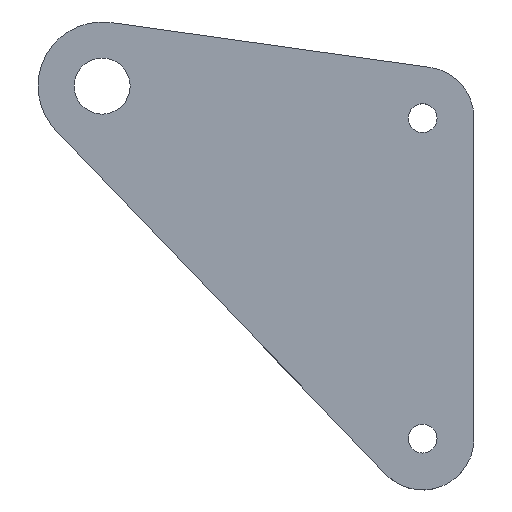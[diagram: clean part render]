
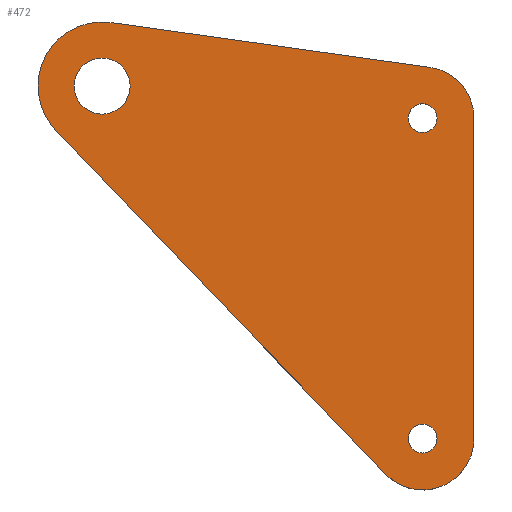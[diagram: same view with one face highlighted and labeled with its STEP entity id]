
A CAD part, top view. The second image highlights one B-rep face of the part: STEP entity #472.
In plain terms, the highlighted planar face has unit normal (0, 0, 1).
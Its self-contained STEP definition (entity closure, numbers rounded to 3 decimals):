
#1 = CARTESIAN_POINT ( 'NONE',  ( 2.781, 29.806, 15. ) ) ;
#2 = EDGE_LOOP ( 'NONE', ( #299, #351 ) ) ;
#4 = DIRECTION ( 'NONE',  ( 0.692, -0.722, 0. ) ) ;
#8 = ORIENTED_EDGE ( 'NONE', *, *, #293, .T. ) ;
#10 = CARTESIAN_POINT ( 'NONE',  ( 100., 0., 15. ) ) ;
#11 = DIRECTION ( 'NONE',  ( 0., 0., 1. ) ) ;
#12 = DIRECTION ( 'NONE',  ( 1., 0., 0. ) ) ;
#13 = VECTOR ( 'NONE', #139, 1000. ) ;
#21 = VERTEX_POINT ( 'NONE', #530 ) ;
#25 = EDGE_CURVE ( 'NONE', #504, #357, #379, .T. ) ;
#28 = DIRECTION ( 'NONE',  ( 0., 0., 1. ) ) ;
#33 = PLANE ( 'NONE',  #556 ) ;
#36 = LINE ( 'NONE', #105, #13 ) ;
#50 = AXIS2_PLACEMENT_3D ( 'NONE', #83, #206, #374 ) ;
#51 = DIRECTION ( 'NONE',  ( -0.99, 0.139, 0. ) ) ;
#54 = DIRECTION ( 'NONE',  ( 1., 0., 0. ) ) ;
#59 = EDGE_CURVE ( 'NONE', #357, #528, #117, .T. ) ;
#60 = ORIENTED_EDGE ( 'NONE', *, *, #59, .T. ) ;
#64 = VERTEX_POINT ( 'NONE', #342 ) ;
#69 = DIRECTION ( 'NONE',  ( 0., 0., 1. ) ) ;
#70 = CARTESIAN_POINT ( 'NONE',  ( 8.75, 10., 15. ) ) ;
#75 = CIRCLE ( 'NONE', #361, 20. ) ;
#81 = CARTESIAN_POINT ( 'NONE',  ( 100., -100., 15. ) ) ;
#83 = CARTESIAN_POINT ( 'NONE',  ( 0., 10., 15. ) ) ;
#84 = VECTOR ( 'NONE', #51, 1000. ) ;
#86 = CIRCLE ( 'NONE', #480, 4.5 ) ;
#91 = DIRECTION ( 'NONE',  ( 1., 0., 0. ) ) ;
#103 = EDGE_CURVE ( 'NONE', #444, #504, #75, .T. ) ;
#105 = CARTESIAN_POINT ( 'NONE',  ( 116., 0., 15. ) ) ;
#106 = CIRCLE ( 'NONE', #194, 4.5 ) ;
#111 = VERTEX_POINT ( 'NONE', #1 ) ;
#114 = VECTOR ( 'NONE', #4, 1000. ) ;
#117 = CIRCLE ( 'NONE', #356, 16. ) ;
#120 = CARTESIAN_POINT ( 'NONE',  ( 95.5, -100., 15. ) ) ;
#126 = VERTEX_POINT ( 'NONE', #209 ) ;
#127 = CARTESIAN_POINT ( 'NONE',  ( 100., 0., 15. ) ) ;
#138 = CARTESIAN_POINT ( 'NONE',  ( 0., 10., 15. ) ) ;
#139 = DIRECTION ( 'NONE',  ( 0., 1., 0. ) ) ;
#153 = CARTESIAN_POINT ( 'NONE',  ( 104.5, 0., 15. ) ) ;
#163 = ORIENTED_EDGE ( 'NONE', *, *, #183, .F. ) ;
#164 = DIRECTION ( 'NONE',  ( 1., 0., 0. ) ) ;
#169 = AXIS2_PLACEMENT_3D ( 'NONE', #422, #481, #164 ) ;
#180 = CARTESIAN_POINT ( 'NONE',  ( 0., 10., 15. ) ) ;
#182 = DIRECTION ( 'NONE',  ( 0., 0., 1. ) ) ;
#183 = EDGE_CURVE ( 'NONE', #436, #550, #106, .T. ) ;
#185 = ORIENTED_EDGE ( 'NONE', *, *, #103, .T. ) ;
#190 = FACE_OUTER_BOUND ( 'NONE', #272, .T. ) ;
#194 = AXIS2_PLACEMENT_3D ( 'NONE', #449, #493, #12 ) ;
#202 = EDGE_CURVE ( 'NONE', #550, #436, #86, .T. ) ;
#206 = DIRECTION ( 'NONE',  ( 0., 0., 1. ) ) ;
#209 = CARTESIAN_POINT ( 'NONE',  ( 102.224, 15.845, 15. ) ) ;
#220 = EDGE_CURVE ( 'NONE', #350, #21, #315, .T. ) ;
#225 = CIRCLE ( 'NONE', #253, 4.5 ) ;
#226 = CARTESIAN_POINT ( 'NONE',  ( 102.224, 15.845, 15. ) ) ;
#228 = DIRECTION ( 'NONE',  ( 0., 0., 1. ) ) ;
#231 = CARTESIAN_POINT ( 'NONE',  ( 88.455, -111.077, 15. ) ) ;
#239 = EDGE_CURVE ( 'NONE', #64, #507, #358, .T. ) ;
#247 = ORIENTED_EDGE ( 'NONE', *, *, #471, .T. ) ;
#250 = EDGE_CURVE ( 'NONE', #126, #111, #474, .T. ) ;
#253 = AXIS2_PLACEMENT_3D ( 'NONE', #270, #69, #369 ) ;
#263 = CARTESIAN_POINT ( 'NONE',  ( 100., -100., 15. ) ) ;
#269 = CARTESIAN_POINT ( 'NONE',  ( 116., 0., 15. ) ) ;
#270 = CARTESIAN_POINT ( 'NONE',  ( 100., -100., 15. ) ) ;
#272 = EDGE_LOOP ( 'NONE', ( #60, #8, #247, #561, #476, #185, #458 ) ) ;
#285 = FACE_BOUND ( 'NONE', #298, .T. ) ;
#286 = DIRECTION ( 'NONE',  ( 0., 0., 1. ) ) ;
#288 = AXIS2_PLACEMENT_3D ( 'NONE', #180, #228, #355 ) ;
#293 = EDGE_CURVE ( 'NONE', #528, #425, #36, .T. ) ;
#295 = CIRCLE ( 'NONE', #50, 20. ) ;
#296 = CARTESIAN_POINT ( 'NONE',  ( 100., -100., 15. ) ) ;
#298 = EDGE_LOOP ( 'NONE', ( #404, #309 ) ) ;
#299 = ORIENTED_EDGE ( 'NONE', *, *, #532, .F. ) ;
#304 = FACE_BOUND ( 'NONE', #352, .T. ) ;
#309 = ORIENTED_EDGE ( 'NONE', *, *, #239, .F. ) ;
#310 = DIRECTION ( 'NONE',  ( 1., 0., 0. ) ) ;
#315 = CIRCLE ( 'NONE', #288, 8.75 ) ;
#325 = CARTESIAN_POINT ( 'NONE',  ( -20., 10., 15. ) ) ;
#334 = DIRECTION ( 'NONE',  ( 1., 0., 0. ) ) ;
#339 = CARTESIAN_POINT ( 'NONE',  ( 116., -100., 15. ) ) ;
#342 = CARTESIAN_POINT ( 'NONE',  ( 104.5, -100., 15. ) ) ;
#350 = VERTEX_POINT ( 'NONE', #70 ) ;
#351 = ORIENTED_EDGE ( 'NONE', *, *, #220, .F. ) ;
#352 = EDGE_LOOP ( 'NONE', ( #388, #163 ) ) ;
#354 = AXIS2_PLACEMENT_3D ( 'NONE', #263, #11, #310 ) ;
#355 = DIRECTION ( 'NONE',  ( 1., 0., 0. ) ) ;
#356 = AXIS2_PLACEMENT_3D ( 'NONE', #296, #527, #91 ) ;
#357 = VERTEX_POINT ( 'NONE', #231 ) ;
#358 = CIRCLE ( 'NONE', #354, 4.5 ) ;
#361 = AXIS2_PLACEMENT_3D ( 'NONE', #138, #390, #431 ) ;
#369 = DIRECTION ( 'NONE',  ( 1., 0., 0. ) ) ;
#374 = DIRECTION ( 'NONE',  ( 1., 0., 0. ) ) ;
#379 = LINE ( 'NONE', #482, #114 ) ;
#388 = ORIENTED_EDGE ( 'NONE', *, *, #202, .F. ) ;
#390 = DIRECTION ( 'NONE',  ( 0., 0., 1. ) ) ;
#396 = CIRCLE ( 'NONE', #169, 8.75 ) ;
#404 = ORIENTED_EDGE ( 'NONE', *, *, #423, .F. ) ;
#422 = CARTESIAN_POINT ( 'NONE',  ( 0., 10., 15. ) ) ;
#423 = EDGE_CURVE ( 'NONE', #507, #64, #225, .T. ) ;
#425 = VERTEX_POINT ( 'NONE', #269 ) ;
#431 = DIRECTION ( 'NONE',  ( 1., 0., 0. ) ) ;
#436 = VERTEX_POINT ( 'NONE', #153 ) ;
#444 = VERTEX_POINT ( 'NONE', #325 ) ;
#449 = CARTESIAN_POINT ( 'NONE',  ( 100., 0., 15. ) ) ;
#458 = ORIENTED_EDGE ( 'NONE', *, *, #25, .T. ) ;
#463 = FACE_BOUND ( 'NONE', #2, .T. ) ;
#468 = AXIS2_PLACEMENT_3D ( 'NONE', #127, #286, #519 ) ;
#469 = CARTESIAN_POINT ( 'NONE',  ( -14.431, -3.847, 15. ) ) ;
#471 = EDGE_CURVE ( 'NONE', #425, #126, #478, .T. ) ;
#472 = ADVANCED_FACE ( 'NONE', ( #304, #190, #463, #285 ), #33, .T. ) ;
#474 = LINE ( 'NONE', #226, #84 ) ;
#476 = ORIENTED_EDGE ( 'NONE', *, *, #559, .T. ) ;
#478 = CIRCLE ( 'NONE', #468, 16. ) ;
#480 = AXIS2_PLACEMENT_3D ( 'NONE', #10, #182, #54 ) ;
#481 = DIRECTION ( 'NONE',  ( 0., 0., 1. ) ) ;
#482 = CARTESIAN_POINT ( 'NONE',  ( -14.431, -3.847, 15. ) ) ;
#493 = DIRECTION ( 'NONE',  ( 0., 0., 1. ) ) ;
#504 = VERTEX_POINT ( 'NONE', #469 ) ;
#507 = VERTEX_POINT ( 'NONE', #120 ) ;
#519 = DIRECTION ( 'NONE',  ( 1., 0., 0. ) ) ;
#521 = CARTESIAN_POINT ( 'NONE',  ( 95.5, 0., 15. ) ) ;
#527 = DIRECTION ( 'NONE',  ( 0., 0., 1. ) ) ;
#528 = VERTEX_POINT ( 'NONE', #339 ) ;
#530 = CARTESIAN_POINT ( 'NONE',  ( -8.75, 10., 15. ) ) ;
#532 = EDGE_CURVE ( 'NONE', #21, #350, #396, .T. ) ;
#550 = VERTEX_POINT ( 'NONE', #521 ) ;
#556 = AXIS2_PLACEMENT_3D ( 'NONE', #81, #28, #334 ) ;
#559 = EDGE_CURVE ( 'NONE', #111, #444, #295, .T. ) ;
#561 = ORIENTED_EDGE ( 'NONE', *, *, #250, .T. ) ;
